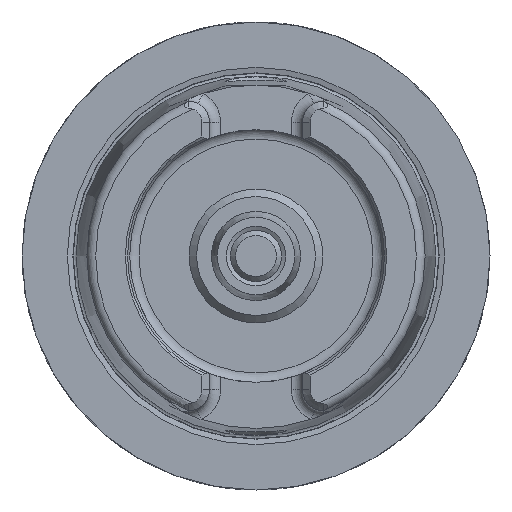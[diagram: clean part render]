
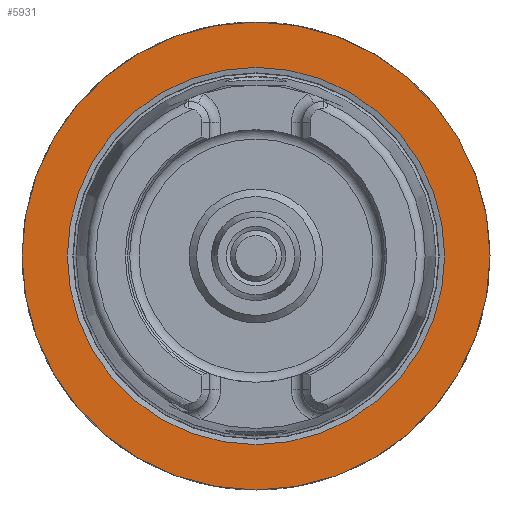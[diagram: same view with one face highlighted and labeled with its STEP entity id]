
A CAD part, left-side view. The second image highlights one B-rep face of the part: STEP entity #5931.
In plain terms, the highlighted planar face has unit normal (-1, 0, 0).
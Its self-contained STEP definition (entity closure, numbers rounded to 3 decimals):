
#5122=CARTESIAN_POINT('',(0.0,31.5,0.0));
#5123=VERTEX_POINT('',#5122);
#5124=CARTESIAN_POINT('',(0.0,0.0,0.0));
#5125=DIRECTION('',(1.0,0.0,0.0));
#5126=DIRECTION('',(0.0,1.0,0.0));
#5127=AXIS2_PLACEMENT_3D('',#5124,#5125,#5126);
#5128=CIRCLE('',#5127,31.5);
#5129=EDGE_CURVE('',#5123,#5123,#5128,.T.);
#5905=CARTESIAN_POINT('',(0.0,25.4,0.0));
#5906=VERTEX_POINT('',#5905);
#5907=CARTESIAN_POINT('',(0.0,0.0,0.0));
#5908=DIRECTION('',(1.0,0.0,0.0));
#5909=DIRECTION('',(0.0,1.0,0.0));
#5910=AXIS2_PLACEMENT_3D('',#5907,#5908,#5909);
#5911=CIRCLE('',#5910,25.4);
#5912=EDGE_CURVE('',#5906,#5906,#5911,.T.);
#5920=CARTESIAN_POINT('',(0.0,28.45,0.0));
#5921=DIRECTION('',(-1.0,0.0,0.0));
#5922=DIRECTION('',(0.0,0.0,1.0));
#5923=AXIS2_PLACEMENT_3D('',#5920,#5921,#5922);
#5924=PLANE('',#5923);
#5925=ORIENTED_EDGE('',*,*,#5129,.F.);
#5926=EDGE_LOOP('',(#5925));
#5927=FACE_OUTER_BOUND('',#5926,.T.);
#5928=ORIENTED_EDGE('',*,*,#5912,.T.);
#5929=EDGE_LOOP('',(#5928));
#5930=FACE_BOUND('',#5929,.T.);
#5931=ADVANCED_FACE('',(#5927,#5930),#5924,.T.);
